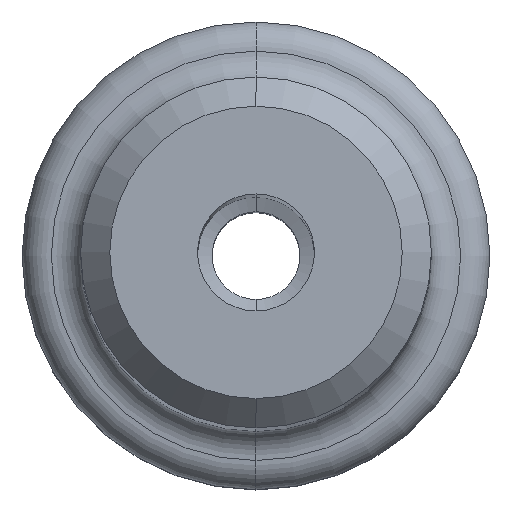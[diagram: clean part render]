
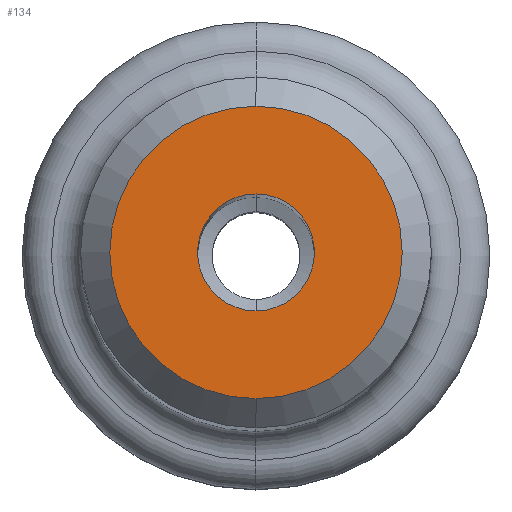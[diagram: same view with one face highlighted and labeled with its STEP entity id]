
A CAD part, top view. The second image highlights one B-rep face of the part: STEP entity #134.
In plain terms, the highlighted planar face has unit normal (0, 0, 1).
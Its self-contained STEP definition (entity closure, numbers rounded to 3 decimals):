
#128=EDGE_CURVE('NONE',#272,#266,#338,.T.);
#134=ADVANCED_FACE('NONE',(#344,#345),#346,.F.);
#140=EDGE_CURVE('NONE',#240,#276,#352,.T.);
#158=EDGE_CURVE('NONE',#266,#272,#371,.T.);
#240=VERTEX_POINT('NONE',#462);
#250=EDGE_CURVE('NONE',#276,#240,#473,.T.);
#266=VERTEX_POINT('NONE',#493);
#272=VERTEX_POINT('NONE',#500);
#276=VERTEX_POINT('NONE',#504);
#338=CIRCLE('',#564,2.0);
#344=FACE_OUTER_BOUND('',#573,.T.);
#345=FACE_BOUND('',#574,.T.);
#346=PLANE('',#575);
#352=CIRCLE('',#583,5.0);
#371=CIRCLE('',#607,2.0);
#462=CARTESIAN_POINT('',(0.,5.0,72.0));
#473=CIRCLE('',#741,5.0);
#493=CARTESIAN_POINT('',(0.0,2.0,72.0));
#500=CARTESIAN_POINT('',(0.,-2.0,72.0));
#504=CARTESIAN_POINT('',(0.0,-5.0,72.0));
#564=AXIS2_PLACEMENT_3D('',#850,#851,#852);
#573=EDGE_LOOP('',(#858,#859));
#574=EDGE_LOOP('',(#860,#861));
#575=AXIS2_PLACEMENT_3D('',#862,#863,#864);
#583=AXIS2_PLACEMENT_3D('',#868,#869,#870);
#607=AXIS2_PLACEMENT_3D('',#886,#887,#888);
#741=AXIS2_PLACEMENT_3D('',#1009,#1010,#1011);
#850=CARTESIAN_POINT('',(0.0,0.0,72.0));
#851=DIRECTION('',(0.0,-0.0,1.0));
#852=DIRECTION('',(0.0,1.0,0.0));
#858=ORIENTED_EDGE('',*,*,#250,.T.);
#859=ORIENTED_EDGE('',*,*,#140,.T.);
#860=ORIENTED_EDGE('',*,*,#158,.F.);
#861=ORIENTED_EDGE('',*,*,#128,.F.);
#862=CARTESIAN_POINT('',(-6.,0.0,72.0));
#863=DIRECTION('',(0.0,0.0,-1.0));
#864=DIRECTION('',(-1.0,0.0,0.0));
#868=CARTESIAN_POINT('',(0.0,0.0,72.0));
#869=DIRECTION('',(-0.0,0.0,1.0));
#870=DIRECTION('',(0.0,-1.0,0.0));
#886=CARTESIAN_POINT('',(0.0,0.0,72.0));
#887=DIRECTION('',(0.0,-0.0,1.0));
#888=DIRECTION('',(0.0,1.0,0.0));
#1009=CARTESIAN_POINT('',(0.0,0.0,72.0));
#1010=DIRECTION('',(-0.0,0.0,1.0));
#1011=DIRECTION('',(0.0,-1.0,0.0));
